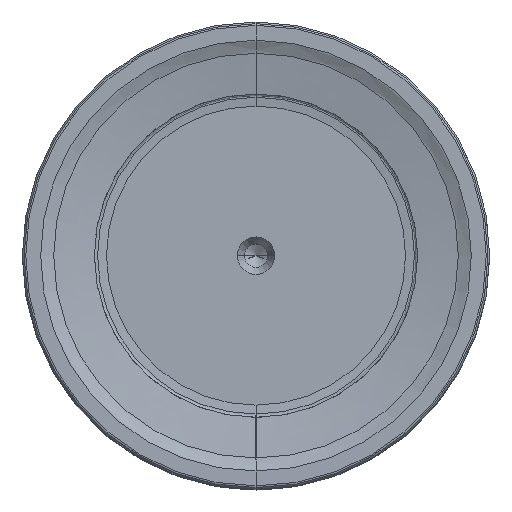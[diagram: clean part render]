
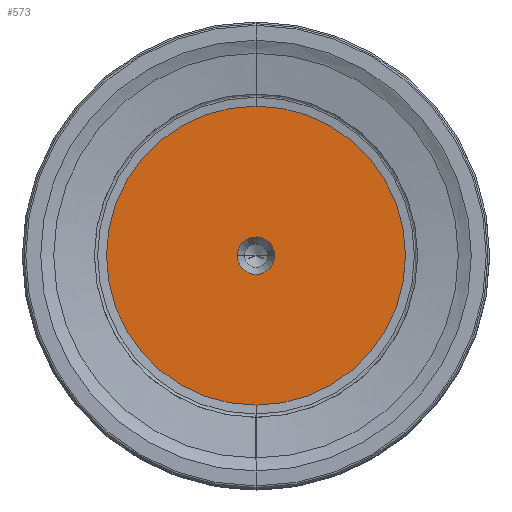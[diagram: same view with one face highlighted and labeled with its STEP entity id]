
A CAD part, top view. The second image highlights one B-rep face of the part: STEP entity #573.
In plain terms, the highlighted planar face has unit normal (0, 0, 1).
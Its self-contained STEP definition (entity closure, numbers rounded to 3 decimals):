
#60=CARTESIAN_POINT('',(0.,0.,63.3));
#61=DIRECTION('',(0.,0.,1.));
#62=DIRECTION('',(0.,1.,0.));
#63=AXIS2_PLACEMENT_3D('',#60,#61,#62);
#65=CARTESIAN_POINT('',(0.,0.,63.3));
#66=DIRECTION('',(0.,0.,-1.));
#67=DIRECTION('',(0.,1.,0.));
#68=AXIS2_PLACEMENT_3D('',#65,#66,#67);
#70=CARTESIAN_POINT('',(0.,0.,63.3));
#71=DIRECTION('',(0.,0.,1.));
#72=DIRECTION('',(-1.,0.,0.));
#73=AXIS2_PLACEMENT_3D('',#70,#71,#72);
#75=CARTESIAN_POINT('',(0.,0.,63.3));
#76=DIRECTION('',(0.,0.,1.));
#77=DIRECTION('',(1.,0.,0.));
#78=AXIS2_PLACEMENT_3D('',#75,#76,#77);
#386=CARTESIAN_POINT('',(0.,16.,63.3));
#387=CARTESIAN_POINT('',(0.,-16.,63.3));
#388=VERTEX_POINT('',#386);
#389=VERTEX_POINT('',#387);
#400=CARTESIAN_POINT('',(-2.,0.,63.3));
#401=CARTESIAN_POINT('',(2.,0.,63.3));
#402=VERTEX_POINT('',#400);
#403=VERTEX_POINT('',#401);
#558=CARTESIAN_POINT('',(0.,0.,63.3));
#559=DIRECTION('',(0.,0.,-1.));
#560=DIRECTION('',(0.,-1.,0.));
#561=AXIS2_PLACEMENT_3D('',#558,#559,#560);
#562=PLANE('',#561);
#563=ORIENTED_EDGE('',*,*,#551,.F.);
#564=ORIENTED_EDGE('',*,*,#540,.T.);
#565=EDGE_LOOP('',(#563,#564));
#566=FACE_OUTER_BOUND('',#565,.F.);
#568=ORIENTED_EDGE('',*,*,#567,.T.);
#570=ORIENTED_EDGE('',*,*,#569,.T.);
#571=EDGE_LOOP('',(#568,#570));
#572=FACE_BOUND('',#571,.F.);
#573=ADVANCED_FACE('',(#566,#572),#562,.F.);
#64=CIRCLE('',#63,16.);
#69=CIRCLE('',#68,16.);
#74=CIRCLE('',#73,2.);
#79=CIRCLE('',#78,2.);
#540=EDGE_CURVE('',#388,#389,#69,.T.);
#551=EDGE_CURVE('',#388,#389,#64,.T.);
#567=EDGE_CURVE('',#402,#403,#74,.T.);
#569=EDGE_CURVE('',#403,#402,#79,.T.);
